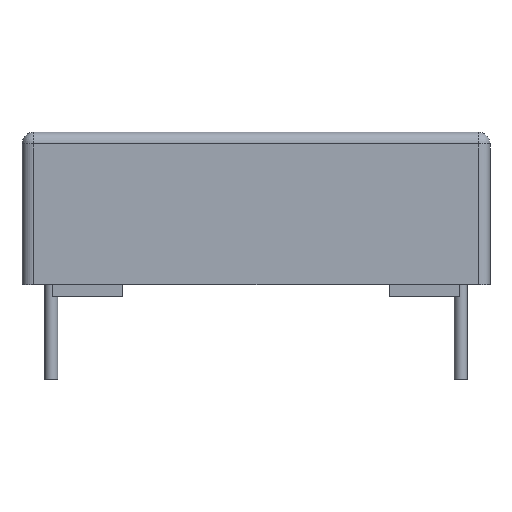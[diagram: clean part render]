
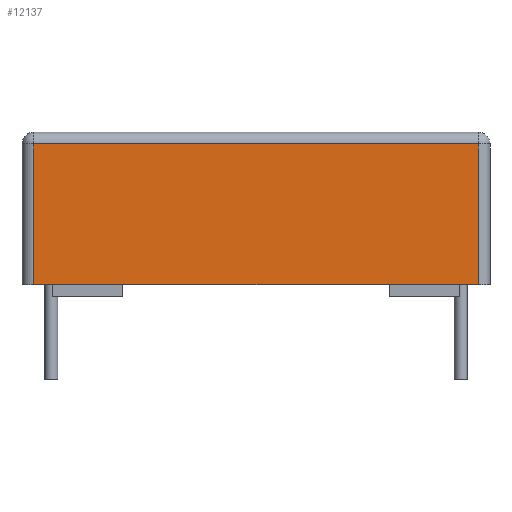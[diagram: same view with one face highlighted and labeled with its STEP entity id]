
A CAD part, front view. The second image highlights one B-rep face of the part: STEP entity #12137.
In plain terms, the highlighted planar face has unit normal (0, -1, 0).
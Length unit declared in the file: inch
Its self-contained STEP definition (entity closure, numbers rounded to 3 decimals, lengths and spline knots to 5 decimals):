
#11748=CARTESIAN_POINT('',(0.38,-0.113,0.1105));
#11749=VERTEX_POINT('',#11748);
#11781=CARTESIAN_POINT('',(-0.38,-0.113,0.1105));
#11782=VERTEX_POINT('',#11781);
#11807=CARTESIAN_POINT('',(-0.38,-0.113,-0.1305));
#11808=VERTEX_POINT('',#11807);
#11816=CARTESIAN_POINT('',(-0.38,-0.113,-0.1305));
#11817=DIRECTION('',(0.0,0.0,1.0));
#11818=VECTOR('',#11817,0.241);
#11819=LINE('',#11816,#11818);
#11820=EDGE_CURVE('',#11808,#11782,#11819,.T.);
#11838=CARTESIAN_POINT('',(-0.38,-0.113,0.1105));
#11839=DIRECTION('',(1.0,0.0,0.0));
#11840=VECTOR('',#11839,0.76);
#11841=LINE('',#11838,#11840);
#11842=EDGE_CURVE('',#11782,#11749,#11841,.T.);
#11871=CARTESIAN_POINT('',(0.38,-0.113,-0.1305));
#11872=VERTEX_POINT('',#11871);
#11889=CARTESIAN_POINT('',(0.38,-0.113,0.1105));
#11890=DIRECTION('',(0.0,0.0,-1.0));
#11891=VECTOR('',#11890,0.241);
#11892=LINE('',#11889,#11891);
#11893=EDGE_CURVE('',#11749,#11872,#11892,.T.);
#12095=CARTESIAN_POINT('',(-0.38,-0.113,-0.1305));
#12096=DIRECTION('',(1.0,0.0,0.0));
#12097=VECTOR('',#12096,0.76);
#12098=LINE('',#12095,#12097);
#12099=EDGE_CURVE('',#11808,#11872,#12098,.T.);
#12126=CARTESIAN_POINT('',(0.4,-0.113,0.0));
#12127=DIRECTION('',(0.0,-1.0,0.0));
#12128=DIRECTION('',(0.0,0.0,-1.0));
#12129=AXIS2_PLACEMENT_3D('',#12126,#12127,#12128);
#12130=PLANE('',#12129);
#12131=ORIENTED_EDGE('',*,*,#11820,.F.);
#12132=ORIENTED_EDGE('',*,*,#12099,.T.);
#12133=ORIENTED_EDGE('',*,*,#11893,.F.);
#12134=ORIENTED_EDGE('',*,*,#11842,.F.);
#12135=EDGE_LOOP('',(#12131,#12132,#12133,#12134));
#12136=FACE_OUTER_BOUND('',#12135,.T.);
#12137=ADVANCED_FACE('',(#12136),#12130,.T.);
